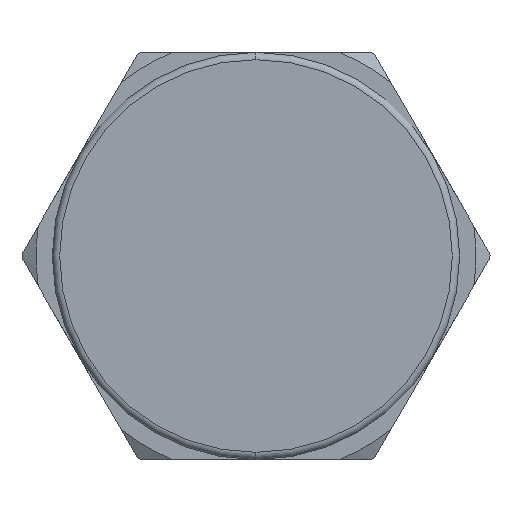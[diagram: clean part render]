
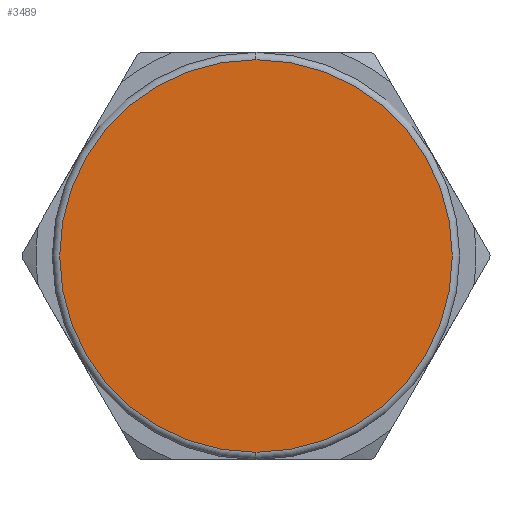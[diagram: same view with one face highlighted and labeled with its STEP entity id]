
A CAD part, left-side view. The second image highlights one B-rep face of the part: STEP entity #3489.
In plain terms, the highlighted planar face has unit normal (-1, 0, 0).
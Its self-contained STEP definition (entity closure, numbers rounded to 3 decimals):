
#233=CARTESIAN_POINT('',(-1.25,0.,0.));
#234=DIRECTION('',(-1.,0.,0.));
#235=DIRECTION('',(0.,0.,1.));
#236=AXIS2_PLACEMENT_3D('',#233,#234,#235);
#238=CARTESIAN_POINT('',(-1.25,0.,0.));
#239=DIRECTION('',(-1.,0.,0.));
#240=DIRECTION('',(0.,0.,-1.));
#241=AXIS2_PLACEMENT_3D('',#238,#239,#240);
#3317=CARTESIAN_POINT('',(-1.25,0.,5.35));
#3318=CARTESIAN_POINT('',(-1.25,0.,-5.35));
#3319=VERTEX_POINT('',#3317);
#3320=VERTEX_POINT('',#3318);
#3479=CARTESIAN_POINT('',(-1.25,0.,0.));
#3480=DIRECTION('',(1.,0.,0.));
#3481=DIRECTION('',(0.,1.,0.));
#3482=AXIS2_PLACEMENT_3D('',#3479,#3480,#3481);
#3483=PLANE('',#3482);
#3484=ORIENTED_EDGE('',*,*,#3469,.F.);
#3486=ORIENTED_EDGE('',*,*,#3485,.F.);
#3487=EDGE_LOOP('',(#3484,#3486));
#3488=FACE_OUTER_BOUND('',#3487,.F.);
#237=CIRCLE('',#236,5.35);
#242=CIRCLE('',#241,5.35);
#3469=EDGE_CURVE('',#3319,#3320,#237,.T.);
#3485=EDGE_CURVE('',#3320,#3319,#242,.T.);
#3489=ADVANCED_FACE('',(#3488),#3483,.F.);
